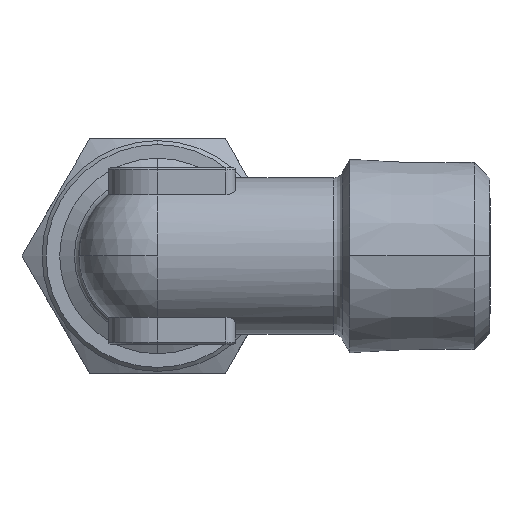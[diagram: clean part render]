
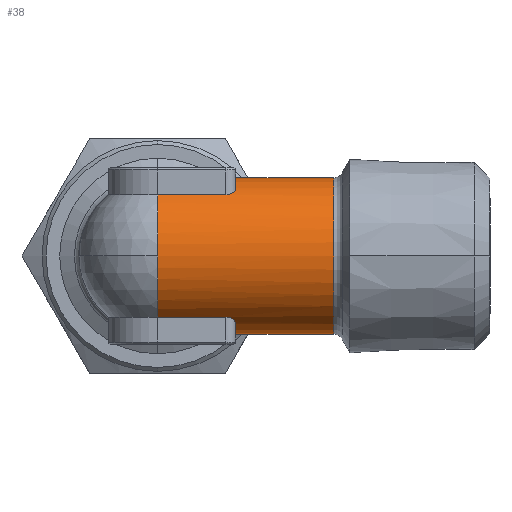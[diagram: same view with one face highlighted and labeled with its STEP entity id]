
A CAD part, left-side view. The second image highlights one B-rep face of the part: STEP entity #38.
In plain terms, the highlighted cylindrical face has radius 4 mm (diameter 8 mm), a partial arc.
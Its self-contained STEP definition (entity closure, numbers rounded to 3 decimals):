
#38 = ADVANCED_FACE ( 'NONE', ( #3090 ), #3089, .T. ) ;
#163 = EDGE_CURVE ( 'NONE', #2884, #2885, #687, .T. ) ;
#174 = EDGE_CURVE ( 'NONE', #2885, #2892, #2348, .T. ) ;
#185 = EDGE_CURVE ( 'NONE', #2884, #2901, #2345, .T. ) ;
#198 = EDGE_CURVE ( 'NONE', #2912, #2911, #645, .T. ) ;
#206 = EDGE_CURVE ( 'NONE', #2911, #2915, #610, .T. ) ;
#216 = EDGE_CURVE ( 'NONE', #2924, #2901, #604, .T. ) ;
#217 = EDGE_CURVE ( 'NONE', #2925, #2924, #2608, .T. ) ;
#218 = EDGE_CURVE ( 'NONE', #2912, #2925, #2336, .T. ) ;
#219 = EDGE_CURVE ( 'NONE', #2926, #2915, #2335, .T. ) ;
#220 = EDGE_CURVE ( 'NONE', #2927, #2926, #2600, .T. ) ;
#221 = EDGE_CURVE ( 'NONE', #2892, #2927, #599, .T. ) ;
#408 = AXIS2_PLACEMENT_3D ( 'NONE', #1111, #1110, #1109 ) ;
#595 = AXIS2_PLACEMENT_3D ( 'NONE', #1554, #1551, #1546 ) ;
#596 = VECTOR ( 'NONE', #1736, 1000. ) ;
#598 = VECTOR ( 'NONE', #1739, 1000. ) ;
#599 = CIRCLE ( 'NONE', #595, 4. ) ;
#600 = AXIS2_PLACEMENT_3D ( 'NONE', #1756, #1755, #1754 ) ;
#604 = CIRCLE ( 'NONE', #600, 4. ) ;
#609 = AXIS2_PLACEMENT_3D ( 'NONE', #1815, #1814, #1810 ) ;
#610 = CIRCLE ( 'NONE', #609, 4. ) ;
#624 = AXIS2_PLACEMENT_3D ( 'NONE', #1842, #1841, #1840 ) ;
#645 = CIRCLE ( 'NONE', #624, 4. ) ;
#651 = VECTOR ( 'NONE', #1902, 1000. ) ;
#660 = VECTOR ( 'NONE', #1962, 1000. ) ;
#685 = AXIS2_PLACEMENT_3D ( 'NONE', #1807, #1803, #1799 ) ;
#687 = CIRCLE ( 'NONE', #685, 4. ) ;
#1109 = DIRECTION ( 'NONE',  ( 0., 0., 1. ) ) ;
#1110 = DIRECTION ( 'NONE',  ( 0., 1., 0. ) ) ;
#1111 = CARTESIAN_POINT ( 'NONE',  ( 0., 7.845, 0. ) ) ;
#1546 = DIRECTION ( 'NONE',  ( -1., 0., 0. ) ) ;
#1551 = DIRECTION ( 'NONE',  ( 0., 1., 0. ) ) ;
#1554 = CARTESIAN_POINT ( 'NONE',  ( 0., -4., 0. ) ) ;
#1558 = CARTESIAN_POINT ( 'NONE',  ( -2.5, -3.5, -3.122 ) ) ;
#1559 = CARTESIAN_POINT ( 'NONE',  ( -2.5, -3.573, -3.122 ) ) ;
#1560 = CARTESIAN_POINT ( 'NONE',  ( -2.483, -3.645, -3.136 ) ) ;
#1564 = CARTESIAN_POINT ( 'NONE',  ( -2.426, -3.77, -3.18 ) ) ;
#1594 = CARTESIAN_POINT ( 'NONE',  ( -2., -4., -3.464 ) ) ;
#1595 = CARTESIAN_POINT ( 'NONE',  ( -2.5, -3.5, -3.122 ) ) ;
#1596 = CARTESIAN_POINT ( 'NONE',  ( -2.5, -3.5, 3.122 ) ) ;
#1597 = CARTESIAN_POINT ( 'NONE',  ( -2., -4., 3.464 ) ) ;
#1606 = CARTESIAN_POINT ( 'NONE',  ( -2.5, 0., -3.122 ) ) ;
#1609 = CARTESIAN_POINT ( 'NONE',  ( -2.5, 0., 3.122 ) ) ;
#1610 = CARTESIAN_POINT ( 'NONE',  ( -4., 0., 0. ) ) ;
#1620 = CARTESIAN_POINT ( 'NONE',  ( 0., -4., 4. ) ) ;
#1629 = CARTESIAN_POINT ( 'NONE',  ( 0., -4., -4. ) ) ;
#1636 = CARTESIAN_POINT ( 'NONE',  ( 0., -9., -4. ) ) ;
#1637 = CARTESIAN_POINT ( 'NONE',  ( 0., -9., 4. ) ) ;
#1731 = CARTESIAN_POINT ( 'NONE',  ( -2.386, -3.824, -3.211 ) ) ;
#1732 = CARTESIAN_POINT ( 'NONE',  ( -2.246, -3.953, -3.312 ) ) ;
#1733 = CARTESIAN_POINT ( 'NONE',  ( -2.125, -4., -3.392 ) ) ;
#1734 = CARTESIAN_POINT ( 'NONE',  ( -2., -4., -3.464 ) ) ;
#1736 = DIRECTION ( 'NONE',  ( 0., 1., 0. ) ) ;
#1737 = CARTESIAN_POINT ( 'NONE',  ( -2.5, 7.845, -3.122 ) ) ;
#1739 = DIRECTION ( 'NONE',  ( 0., -1., 0. ) ) ;
#1742 = CARTESIAN_POINT ( 'NONE',  ( -2.5, 7.845, 3.122 ) ) ;
#1743 = CARTESIAN_POINT ( 'NONE',  ( -2., -4., 3.464 ) ) ;
#1746 = CARTESIAN_POINT ( 'NONE',  ( -2.126, -4., 3.392 ) ) ;
#1747 = CARTESIAN_POINT ( 'NONE',  ( -2.245, -3.954, 3.312 ) ) ;
#1748 = CARTESIAN_POINT ( 'NONE',  ( -2.387, -3.823, 3.21 ) ) ;
#1749 = CARTESIAN_POINT ( 'NONE',  ( -2.427, -3.769, 3.18 ) ) ;
#1751 = CARTESIAN_POINT ( 'NONE',  ( -2.484, -3.644, 3.136 ) ) ;
#1752 = CARTESIAN_POINT ( 'NONE',  ( -2.5, -3.573, 3.122 ) ) ;
#1753 = CARTESIAN_POINT ( 'NONE',  ( -2.5, -3.5, 3.122 ) ) ;
#1754 = DIRECTION ( 'NONE',  ( -1., 0., 0. ) ) ;
#1755 = DIRECTION ( 'NONE',  ( 0., 1., 0. ) ) ;
#1756 = CARTESIAN_POINT ( 'NONE',  ( 0., -4., 0. ) ) ;
#1799 = DIRECTION ( 'NONE',  ( 0., 0., 1. ) ) ;
#1803 = DIRECTION ( 'NONE',  ( 0., -1., 0. ) ) ;
#1807 = CARTESIAN_POINT ( 'NONE',  ( 0., -9., 0. ) ) ;
#1810 = DIRECTION ( 'NONE',  ( 0., 0., 1. ) ) ;
#1814 = DIRECTION ( 'NONE',  ( 0., -1., 0. ) ) ;
#1815 = CARTESIAN_POINT ( 'NONE',  ( 0., 0., 0. ) ) ;
#1840 = DIRECTION ( 'NONE',  ( 0., 0., 1. ) ) ;
#1841 = DIRECTION ( 'NONE',  ( 0., -1., 0. ) ) ;
#1842 = CARTESIAN_POINT ( 'NONE',  ( 0., 0., 0. ) ) ;
#1902 = DIRECTION ( 'NONE',  ( 0., 1., 0. ) ) ;
#1905 = CARTESIAN_POINT ( 'NONE',  ( 0., 7.845, 4. ) ) ;
#1962 = DIRECTION ( 'NONE',  ( 0., 1., 0. ) ) ;
#1963 = CARTESIAN_POINT ( 'NONE',  ( 0., 7.845, -4. ) ) ;
#2335 = LINE ( 'NONE', #1737, #596 ) ;
#2336 = LINE ( 'NONE', #1742, #598 ) ;
#2345 = LINE ( 'NONE', #1905, #651 ) ;
#2348 = LINE ( 'NONE', #1963, #660 ) ;
#2600 = B_SPLINE_CURVE_WITH_KNOTS ( 'NONE', 3,
 ( #1734, #1733, #1732, #1731, #1564, #1560, #1559, #1558 ),
 .UNSPECIFIED., .F., .F.,
 ( 4, 2, 2, 4 ),
 ( 0.003, 0.003, 0.003, 0.003 ),
 .UNSPECIFIED. ) ;
#2608 = B_SPLINE_CURVE_WITH_KNOTS ( 'NONE', 3,
 ( #1753, #1752, #1751, #1749, #1748, #1747, #1746, #1743 ),
 .UNSPECIFIED., .F., .F.,
 ( 4, 2, 2, 4 ),
 ( 0., 0., 0., 0.001 ),
 .UNSPECIFIED. ) ;
#2741 = ORIENTED_EDGE ( 'NONE', *, *, #174, .F. ) ;
#2742 = ORIENTED_EDGE ( 'NONE', *, *, #216, .F. ) ;
#2743 = ORIENTED_EDGE ( 'NONE', *, *, #163, .F. ) ;
#2744 = ORIENTED_EDGE ( 'NONE', *, *, #185, .T. ) ;
#2745 = ORIENTED_EDGE ( 'NONE', *, *, #218, .F. ) ;
#2746 = ORIENTED_EDGE ( 'NONE', *, *, #217, .F. ) ;
#2747 = ORIENTED_EDGE ( 'NONE', *, *, #198, .T. ) ;
#2748 = ORIENTED_EDGE ( 'NONE', *, *, #219, .F. ) ;
#2749 = ORIENTED_EDGE ( 'NONE', *, *, #206, .T. ) ;
#2750 = ORIENTED_EDGE ( 'NONE', *, *, #221, .F. ) ;
#2751 = ORIENTED_EDGE ( 'NONE', *, *, #220, .F. ) ;
#2884 = VERTEX_POINT ( 'NONE', #1637 ) ;
#2885 = VERTEX_POINT ( 'NONE', #1636 ) ;
#2892 = VERTEX_POINT ( 'NONE', #1629 ) ;
#2901 = VERTEX_POINT ( 'NONE', #1620 ) ;
#2911 = VERTEX_POINT ( 'NONE', #1610 ) ;
#2912 = VERTEX_POINT ( 'NONE', #1609 ) ;
#2915 = VERTEX_POINT ( 'NONE', #1606 ) ;
#2924 = VERTEX_POINT ( 'NONE', #1597 ) ;
#2925 = VERTEX_POINT ( 'NONE', #1596 ) ;
#2926 = VERTEX_POINT ( 'NONE', #1595 ) ;
#2927 = VERTEX_POINT ( 'NONE', #1594 ) ;
#3089 = CYLINDRICAL_SURFACE ( 'NONE', #408, 4. ) ;
#3090 = FACE_OUTER_BOUND ( 'NONE', #3156, .T. ) ;
#3156 = EDGE_LOOP ( 'NONE', ( #2741, #2743, #2744, #2742, #2746, #2745, #2747, #2749, #2748, #2751, #2750 ) ) ;
